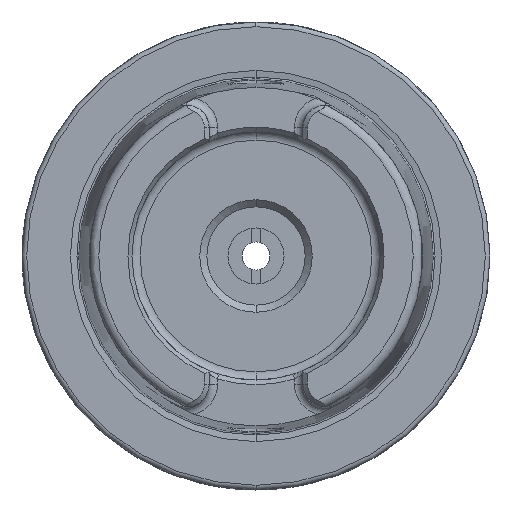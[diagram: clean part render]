
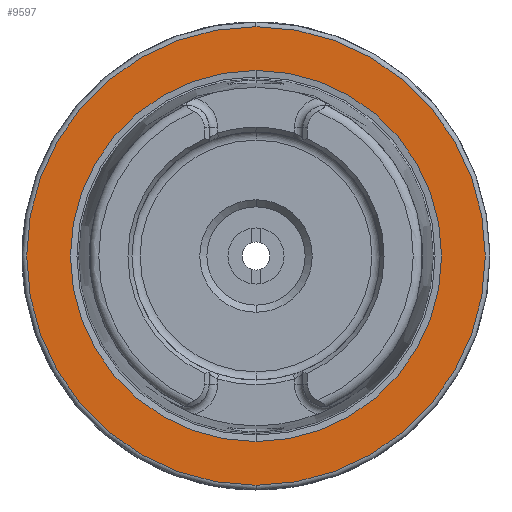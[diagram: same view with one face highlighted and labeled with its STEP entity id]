
A CAD part, left-side view. The second image highlights one B-rep face of the part: STEP entity #9597.
In plain terms, the highlighted planar face has unit normal (-1, 0, 0).
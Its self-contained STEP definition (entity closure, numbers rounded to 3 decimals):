
#30 = DIRECTION ( 'NONE',  ( 0., 0., -1. ) ) ;
#53 = AXIS2_PLACEMENT_3D ( 'NONE', #3804, #5931, #1529 ) ;
#920 = DIRECTION ( 'NONE',  ( 1., 0., 0. ) ) ;
#1023 = EDGE_CURVE ( 'NONE', #7309, #8704, #1904, .T. ) ;
#1072 = DIRECTION ( 'NONE',  ( 0., 0., -1. ) ) ;
#1220 = DIRECTION ( 'NONE',  ( -1., 0., 0. ) ) ;
#1512 = EDGE_CURVE ( 'NONE', #1676, #1642, #7972, .T. ) ;
#1529 = DIRECTION ( 'NONE',  ( 0., 0., -1. ) ) ;
#1642 = VERTEX_POINT ( 'NONE', #4089 ) ;
#1676 = VERTEX_POINT ( 'NONE', #3499 ) ;
#1904 = CIRCLE ( 'NONE', #3943, 49. ) ;
#1968 = AXIS2_PLACEMENT_3D ( 'NONE', #5091, #1220, #8730 ) ;
#2396 = CIRCLE ( 'NONE', #6435, 39.647 ) ;
#2451 = EDGE_CURVE ( 'NONE', #1642, #1676, #2396, .T. ) ;
#2567 = CARTESIAN_POINT ( 'NONE',  ( 0., 0., 49. ) ) ;
#2569 = DIRECTION ( 'NONE',  ( 0., 0., -1. ) ) ;
#3134 = EDGE_CURVE ( 'NONE', #8704, #7309, #9520, .T. ) ;
#3484 = FACE_BOUND ( 'NONE', #9197, .T. ) ;
#3499 = CARTESIAN_POINT ( 'NONE',  ( 0., 0., 39.647 ) ) ;
#3577 = PLANE ( 'NONE',  #1968 ) ;
#3804 = CARTESIAN_POINT ( 'NONE',  ( 0., 0., 0. ) ) ;
#3914 = DIRECTION ( 'NONE',  ( 1., 0., 0. ) ) ;
#3943 = AXIS2_PLACEMENT_3D ( 'NONE', #9210, #920, #1072 ) ;
#4089 = CARTESIAN_POINT ( 'NONE',  ( 0., 0., -39.647 ) ) ;
#4176 = FACE_OUTER_BOUND ( 'NONE', #6087, .T. ) ;
#4386 = ORIENTED_EDGE ( 'NONE', *, *, #3134, .F. ) ;
#4407 = CARTESIAN_POINT ( 'NONE',  ( 0., 0., 0. ) ) ;
#4463 = DIRECTION ( 'NONE',  ( 1., 0., 0. ) ) ;
#5091 = CARTESIAN_POINT ( 'NONE',  ( 0., 39.647, 0. ) ) ;
#5286 = ORIENTED_EDGE ( 'NONE', *, *, #1023, .F. ) ;
#5358 = ORIENTED_EDGE ( 'NONE', *, *, #1512, .T. ) ;
#5472 = CARTESIAN_POINT ( 'NONE',  ( 0., 0., 0. ) ) ;
#5931 = DIRECTION ( 'NONE',  ( 1., 0., 0. ) ) ;
#6087 = EDGE_LOOP ( 'NONE', ( #4386, #5286 ) ) ;
#6136 = CARTESIAN_POINT ( 'NONE',  ( 0., 0., -49. ) ) ;
#6435 = AXIS2_PLACEMENT_3D ( 'NONE', #5472, #3914, #2569 ) ;
#7309 = VERTEX_POINT ( 'NONE', #2567 ) ;
#7675 = AXIS2_PLACEMENT_3D ( 'NONE', #4407, #4463, #30 ) ;
#7972 = CIRCLE ( 'NONE', #53, 39.647 ) ;
#8704 = VERTEX_POINT ( 'NONE', #6136 ) ;
#8730 = DIRECTION ( 'NONE',  ( 0., 0., 1. ) ) ;
#9138 = ORIENTED_EDGE ( 'NONE', *, *, #2451, .T. ) ;
#9197 = EDGE_LOOP ( 'NONE', ( #5358, #9138 ) ) ;
#9210 = CARTESIAN_POINT ( 'NONE',  ( 0., 0., 0. ) ) ;
#9520 = CIRCLE ( 'NONE', #7675, 49. ) ;
#9597 = ADVANCED_FACE ( 'NONE', ( #3484, #4176 ), #3577, .T. ) ;
